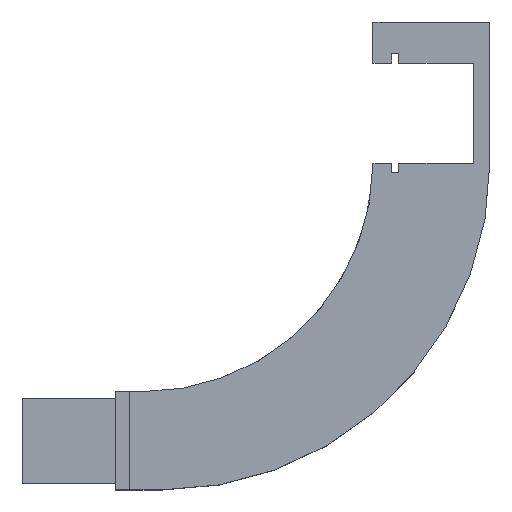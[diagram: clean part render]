
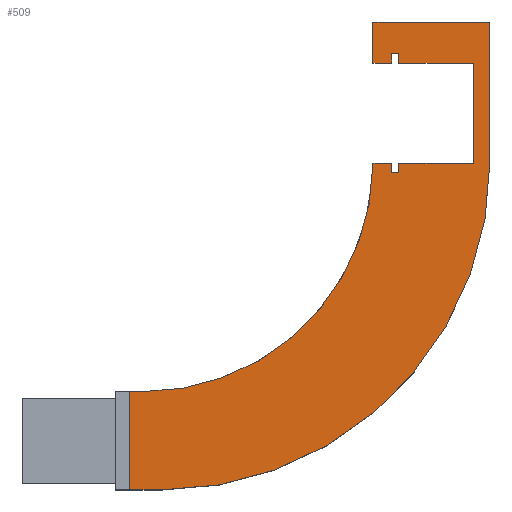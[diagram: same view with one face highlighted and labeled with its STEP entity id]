
A CAD part, top view. The second image highlights one B-rep face of the part: STEP entity #509.
In plain terms, the highlighted planar face has unit normal (0, 0, 1).
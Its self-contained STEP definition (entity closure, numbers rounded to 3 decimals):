
#54 = VERTEX_POINT('',#55);
#55 = CARTESIAN_POINT('',(23.,10.5,10.5));
#147 = EDGE_CURVE('',#54,#148,#150,.T.);
#148 = VERTEX_POINT('',#149);
#149 = CARTESIAN_POINT('',(26.,10.5,10.5));
#150 = LINE('',#151,#152);
#151 = CARTESIAN_POINT('',(23.,10.5,10.5));
#152 = VECTOR('',#153,1.);
#153 = DIRECTION('',(1.,0.,0.));
#209 = EDGE_CURVE('',#54,#210,#212,.T.);
#210 = VERTEX_POINT('',#211);
#211 = CARTESIAN_POINT('',(23.,-10.5,10.5));
#212 = LINE('',#213,#214);
#213 = CARTESIAN_POINT('',(23.,10.5,10.5));
#214 = VECTOR('',#215,1.);
#215 = DIRECTION('',(0.,-1.,0.));
#338 = EDGE_CURVE('',#148,#339,#341,.T.);
#339 = VERTEX_POINT('',#340);
#340 = CARTESIAN_POINT('',(75.,59.288,10.5));
#341 = CIRCLE('',#342,49.);
#342 = AXIS2_PLACEMENT_3D('',#343,#344,#345);
#343 = CARTESIAN_POINT('',(26.,59.5,10.5));
#344 = DIRECTION('',(0.,0.,1.));
#345 = DIRECTION('',(1.,0.,0.));
#509 = ADVANCED_FACE('',(#510),#642,.T.);
#510 = FACE_BOUND('',#511,.T.);
#511 = EDGE_LOOP('',(#512,#520,#529,#537,#545,#553,#561,#569,#577,#585,
    #593,#601,#609,#617,#625,#633,#639,#640,#641));
#512 = ORIENTED_EDGE('',*,*,#513,.F.);
#513 = EDGE_CURVE('',#514,#210,#516,.T.);
#514 = VERTEX_POINT('',#515);
#515 = CARTESIAN_POINT('',(30.,-10.5,10.5));
#516 = LINE('',#517,#518);
#517 = CARTESIAN_POINT('',(30.,-10.5,10.5));
#518 = VECTOR('',#519,1.);
#519 = DIRECTION('',(-1.,0.,0.));
#520 = ORIENTED_EDGE('',*,*,#521,.T.);
#521 = EDGE_CURVE('',#514,#522,#524,.T.);
#522 = VERTEX_POINT('',#523);
#523 = CARTESIAN_POINT('',(100.,59.5,10.5));
#524 = CIRCLE('',#525,70.);
#525 = AXIS2_PLACEMENT_3D('',#526,#527,#528);
#526 = CARTESIAN_POINT('',(30.,59.5,10.5));
#527 = DIRECTION('',(0.,0.,1.));
#528 = DIRECTION('',(1.,0.,0.));
#529 = ORIENTED_EDGE('',*,*,#530,.F.);
#530 = EDGE_CURVE('',#531,#522,#533,.T.);
#531 = VERTEX_POINT('',#532);
#532 = CARTESIAN_POINT('',(100.,89.5,10.5));
#533 = LINE('',#534,#535);
#534 = CARTESIAN_POINT('',(100.,89.5,10.5));
#535 = VECTOR('',#536,1.);
#536 = DIRECTION('',(0.,-1.,0.));
#537 = ORIENTED_EDGE('',*,*,#538,.F.);
#538 = EDGE_CURVE('',#539,#531,#541,.T.);
#539 = VERTEX_POINT('',#540);
#540 = CARTESIAN_POINT('',(75.,89.5,10.5));
#541 = LINE('',#542,#543);
#542 = CARTESIAN_POINT('',(75.,89.5,10.5));
#543 = VECTOR('',#544,1.);
#544 = DIRECTION('',(1.,0.,0.));
#545 = ORIENTED_EDGE('',*,*,#546,.F.);
#546 = EDGE_CURVE('',#547,#539,#549,.T.);
#547 = VERTEX_POINT('',#548);
#548 = CARTESIAN_POINT('',(75.,80.712,10.5));
#549 = LINE('',#550,#551);
#550 = CARTESIAN_POINT('',(75.,59.5,10.5));
#551 = VECTOR('',#552,1.);
#552 = DIRECTION('',(0.,1.,0.));
#553 = ORIENTED_EDGE('',*,*,#554,.F.);
#554 = EDGE_CURVE('',#555,#547,#557,.T.);
#555 = VERTEX_POINT('',#556);
#556 = CARTESIAN_POINT('',(79.,80.712,10.5));
#557 = LINE('',#558,#559);
#558 = CARTESIAN_POINT('',(79.,80.712,10.5));
#559 = VECTOR('',#560,1.);
#560 = DIRECTION('',(-1.,0.,0.));
#561 = ORIENTED_EDGE('',*,*,#562,.T.);
#562 = EDGE_CURVE('',#555,#563,#565,.T.);
#563 = VERTEX_POINT('',#564);
#564 = CARTESIAN_POINT('',(79.,82.728,10.5));
#565 = LINE('',#566,#567);
#566 = CARTESIAN_POINT('',(79.,52.634,10.5));
#567 = VECTOR('',#568,1.);
#568 = DIRECTION('',(0.,1.,0.));
#569 = ORIENTED_EDGE('',*,*,#570,.T.);
#570 = EDGE_CURVE('',#563,#571,#573,.T.);
#571 = VERTEX_POINT('',#572);
#572 = CARTESIAN_POINT('',(80.5,82.728,10.5));
#573 = LINE('',#574,#575);
#574 = CARTESIAN_POINT('',(79.,82.728,10.5));
#575 = VECTOR('',#576,1.);
#576 = DIRECTION('',(1.,0.,0.));
#577 = ORIENTED_EDGE('',*,*,#578,.T.);
#578 = EDGE_CURVE('',#571,#579,#581,.T.);
#579 = VERTEX_POINT('',#580);
#580 = CARTESIAN_POINT('',(80.5,80.712,10.5));
#581 = LINE('',#582,#583);
#582 = CARTESIAN_POINT('',(80.5,52.634,10.5));
#583 = VECTOR('',#584,1.);
#584 = DIRECTION('',(0.,-1.,0.));
#585 = ORIENTED_EDGE('',*,*,#586,.F.);
#586 = EDGE_CURVE('',#587,#579,#589,.T.);
#587 = VERTEX_POINT('',#588);
#588 = CARTESIAN_POINT('',(96.5,80.712,10.5));
#589 = LINE('',#590,#591);
#590 = CARTESIAN_POINT('',(80.5,80.712,10.5));
#591 = VECTOR('',#592,1.);
#592 = DIRECTION('',(-1.,0.,0.));
#593 = ORIENTED_EDGE('',*,*,#594,.F.);
#594 = EDGE_CURVE('',#595,#587,#597,.T.);
#595 = VERTEX_POINT('',#596);
#596 = CARTESIAN_POINT('',(96.5,59.288,10.5));
#597 = LINE('',#598,#599);
#598 = CARTESIAN_POINT('',(96.5,52.634,10.5));
#599 = VECTOR('',#600,1.);
#600 = DIRECTION('',(0.,1.,0.));
#601 = ORIENTED_EDGE('',*,*,#602,.T.);
#602 = EDGE_CURVE('',#595,#603,#605,.T.);
#603 = VERTEX_POINT('',#604);
#604 = CARTESIAN_POINT('',(80.5,59.288,10.5));
#605 = LINE('',#606,#607);
#606 = CARTESIAN_POINT('',(80.5,59.288,10.5));
#607 = VECTOR('',#608,1.);
#608 = DIRECTION('',(-1.,0.,0.));
#609 = ORIENTED_EDGE('',*,*,#610,.T.);
#610 = EDGE_CURVE('',#603,#611,#613,.T.);
#611 = VERTEX_POINT('',#612);
#612 = CARTESIAN_POINT('',(80.5,57.272,10.5));
#613 = LINE('',#614,#615);
#614 = CARTESIAN_POINT('',(80.5,52.634,10.5));
#615 = VECTOR('',#616,1.);
#616 = DIRECTION('',(0.,-1.,0.));
#617 = ORIENTED_EDGE('',*,*,#618,.F.);
#618 = EDGE_CURVE('',#619,#611,#621,.T.);
#619 = VERTEX_POINT('',#620);
#620 = CARTESIAN_POINT('',(79.,57.272,10.5));
#621 = LINE('',#622,#623);
#622 = CARTESIAN_POINT('',(79.,57.272,10.5));
#623 = VECTOR('',#624,1.);
#624 = DIRECTION('',(1.,0.,0.));
#625 = ORIENTED_EDGE('',*,*,#626,.T.);
#626 = EDGE_CURVE('',#619,#627,#629,.T.);
#627 = VERTEX_POINT('',#628);
#628 = CARTESIAN_POINT('',(79.,59.288,10.5));
#629 = LINE('',#630,#631);
#630 = CARTESIAN_POINT('',(79.,52.634,10.5));
#631 = VECTOR('',#632,1.);
#632 = DIRECTION('',(0.,1.,0.));
#633 = ORIENTED_EDGE('',*,*,#634,.T.);
#634 = EDGE_CURVE('',#627,#339,#635,.T.);
#635 = LINE('',#636,#637);
#636 = CARTESIAN_POINT('',(79.,59.288,10.5));
#637 = VECTOR('',#638,1.);
#638 = DIRECTION('',(-1.,0.,0.));
#639 = ORIENTED_EDGE('',*,*,#338,.F.);
#640 = ORIENTED_EDGE('',*,*,#147,.F.);
#641 = ORIENTED_EDGE('',*,*,#209,.T.);
#642 = PLANE('',#643);
#643 = AXIS2_PLACEMENT_3D('',#644,#645,#646);
#644 = CARTESIAN_POINT('',(68.057,35.269,10.5));
#645 = DIRECTION('',(0.,0.,1.));
#646 = DIRECTION('',(1.,0.,0.));
